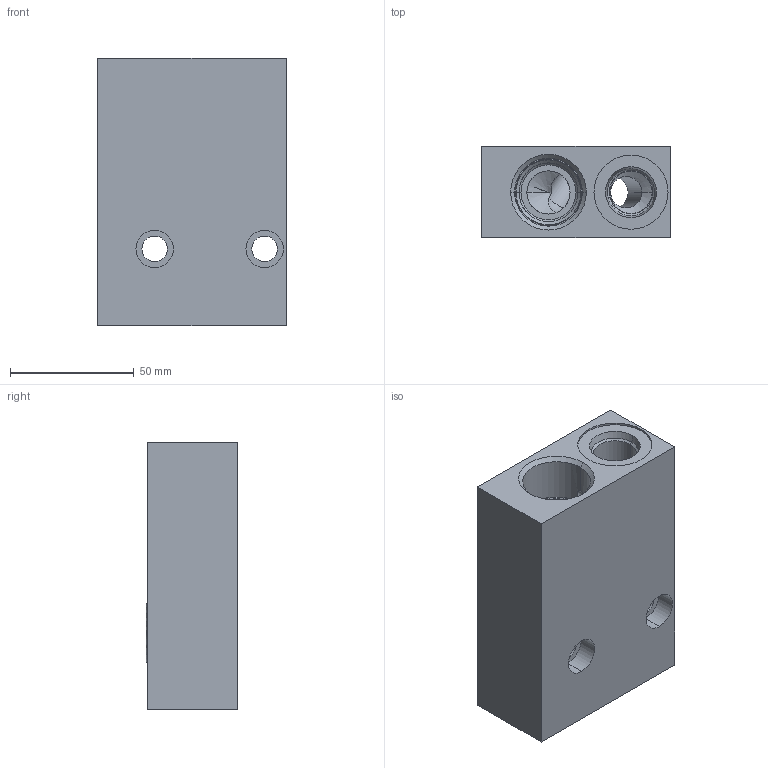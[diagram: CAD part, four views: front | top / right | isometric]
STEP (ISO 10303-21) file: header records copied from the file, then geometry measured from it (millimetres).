
FILE_DESCRIPTION((''),'2;1');
FILE_NAME('ZTG_ASM','2024-06-13T',('ProEService'),(''),'PRO/ENGINEER BY PARAMETRIC TECHNOLOGY CORPORATION, 2014200','PRO/ENGINEER BY PARAMETRIC TECHNOLOGY CORPORATION, 2014200','');
FILE_SCHEMA(('CONFIG_CONTROL_DESIGN'));
Length unit declared in the file: inch
Products named in the file (3): 150-780-002; 500-001-117; ZTG_ASM
Assembly tree (2 placements, depth 2):
  ZTG_ASM
    150-780-002
    500-001-117
Bounding box: 76.2 x 36.98 x 107.95 mm (x, y, z)
Volume: 227044.8 mm3; surface area: 46879.5 mm2
Topology: 2 solids, 2 shells, 119 faces, 488 edges, 471 vertices
Faces by surface type: cylinder 52, cone 38, plane 16, sphere 7, revolution 4, torus 2
Entity records: 6333 total; most frequent: CARTESIAN_POINT 2479, DIRECTION 780, ORIENTED_EDGE 580, EDGE_CURVE 290, VECTOR 288, LINE 288, AXIS2_PLACEMENT_3D 244, TRIMMED_CURVE 192
